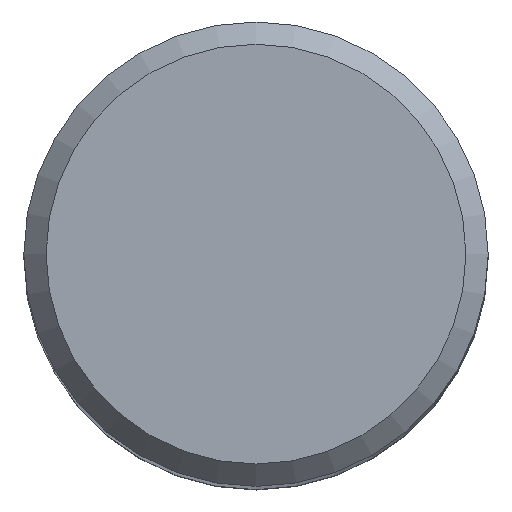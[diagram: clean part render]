
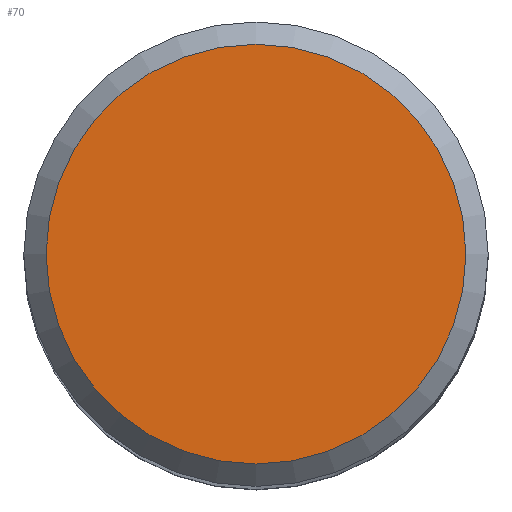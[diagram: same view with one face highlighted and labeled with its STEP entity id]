
A CAD part, top view. The second image highlights one B-rep face of the part: STEP entity #70.
In plain terms, the highlighted planar face has unit normal (0, 0, 1).
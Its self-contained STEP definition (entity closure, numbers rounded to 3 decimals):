
#70=ADVANCED_FACE('',(#85),#80,.T.);
#80=PLANE('',#200);
#85=FACE_OUTER_BOUND('',#91,.T.);
#91=EDGE_LOOP('',(#105));
#105=ORIENTED_EDGE('',*,*,#126,.F.);
#119=VERTEX_POINT('',#284);
#126=EDGE_CURVE('',#119,#119,#133,.T.);
#133=CIRCLE('',#199,5.74);
#199=AXIS2_PLACEMENT_3D('',#283,#226,#227);
#200=AXIS2_PLACEMENT_3D('',#285,#228,#229);
#226=DIRECTION('',(0.,0.,-1.));
#227=DIRECTION('',(-1.,0.,0.));
#228=DIRECTION('',(0.,0.,1.));
#229=DIRECTION('',(-1.,0.,0.));
#283=CARTESIAN_POINT('',(0.,0.,45.237));
#284=CARTESIAN_POINT('',(-5.74,0.,45.237));
#285=CARTESIAN_POINT('',(5.74,0.,45.237));
